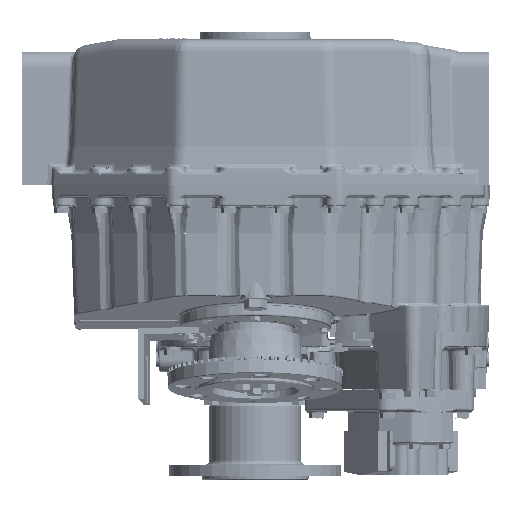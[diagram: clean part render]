
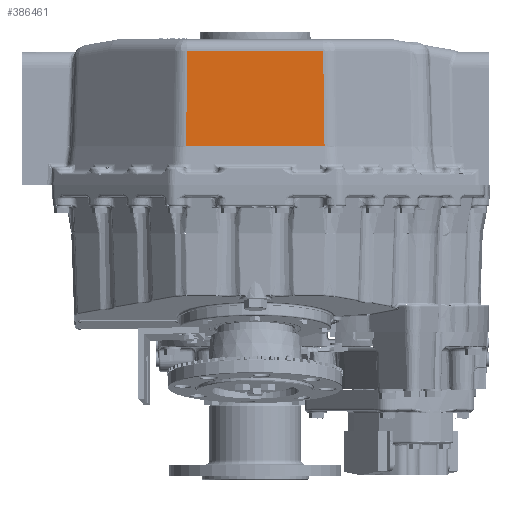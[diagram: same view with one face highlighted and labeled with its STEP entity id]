
A CAD part, front view. The second image highlights one B-rep face of the part: STEP entity #386461.
In plain terms, the highlighted planar face has unit normal (0, -0.999, 0.035).
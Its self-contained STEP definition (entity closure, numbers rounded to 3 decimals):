
#70607 = CARTESIAN_POINT ( 'NONE',  ( 90.564, -366.242, 50.349 ) ) ;
#70645 = CARTESIAN_POINT ( 'NONE',  ( -90.564, -366.242, 50.349 ) ) ;
#70908 = CARTESIAN_POINT ( 'NONE',  ( -88.768, -361.904, 174.558 ) ) ;
#83308 = VERTEX_POINT ( 'NONE', #349322 ) ;
#91430 = VERTEX_POINT ( 'NONE', #70645 ) ;
#91432 = VERTEX_POINT ( 'NONE', #70607 ) ;
#91515 = VERTEX_POINT ( 'NONE', #70908 ) ;
#95134 = CARTESIAN_POINT ( 'NONE',  ( -98.065, -361.904, 174.558 ) ) ;
#95137 = DIRECTION ( 'NONE',  ( -1., 0., 0. ) ) ;
#95728 = CARTESIAN_POINT ( 'NONE',  ( 91.252, -367.903, 2.775 ) ) ;
#95767 = DIRECTION ( 'NONE',  ( -0.014, 0.035, 0.999 ) ) ;
#95832 = CARTESIAN_POINT ( 'NONE',  ( 90.569, -366.242, 50.349 ) ) ;
#95835 = DIRECTION ( 'NONE',  ( 1., 0., 0. ) ) ;
#95867 = CARTESIAN_POINT ( 'NONE',  ( -91.295, -368.005, -0.138 ) ) ;
#95873 = DIRECTION ( 'NONE',  ( -0.014, -0.035, -0.999 ) ) ;
#123193 = EDGE_LOOP ( 'NONE', ( #175384, #175413, #175437, #175443 ) ) ;
#175384 = ORIENTED_EDGE ( 'NONE', *, *, #375662, .T. ) ;
#175413 = ORIENTED_EDGE ( 'NONE', *, *, #375655, .T. ) ;
#175437 = ORIENTED_EDGE ( 'NONE', *, *, #375645, .T. ) ;
#175443 = ORIENTED_EDGE ( 'NONE', *, *, #375587, .T. ) ;
#293567 = FACE_OUTER_BOUND ( 'NONE', #123193, .T. ) ;
#294172 = CARTESIAN_POINT ( 'NONE',  ( -100.814, -368., 0. ) ) ;
#294175 = PLANE ( 'NONE',  #306691 ) ;
#294204 = DIRECTION ( 'NONE',  ( 0., -0.999, 0.035 ) ) ;
#294208 = DIRECTION ( 'NONE',  ( 0., -0.035, -0.999 ) ) ;
#306691 = AXIS2_PLACEMENT_3D ( 'NONE', #294172, #294204, #294208 ) ;
#349322 = CARTESIAN_POINT ( 'NONE',  ( 88.768, -361.904, 174.558 ) ) ;
#369595 = LINE ( 'NONE', #95134, #369607 ) ;
#369607 = VECTOR ( 'NONE', #95137, 1000. ) ;
#369631 = VECTOR ( 'NONE', #95767, 1000. ) ;
#369643 = LINE ( 'NONE', #95728, #369631 ) ;
#369645 = VECTOR ( 'NONE', #95835, 1000. ) ;
#369646 = LINE ( 'NONE', #95832, #369645 ) ;
#369648 = LINE ( 'NONE', #95867, #369649 ) ;
#369649 = VECTOR ( 'NONE', #95873, 1000. ) ;
#375587 = EDGE_CURVE ( 'NONE', #83308, #91515, #369595, .T. ) ;
#375645 = EDGE_CURVE ( 'NONE', #91432, #83308, #369643, .T. ) ;
#375655 = EDGE_CURVE ( 'NONE', #91430, #91432, #369646, .T. ) ;
#375662 = EDGE_CURVE ( 'NONE', #91515, #91430, #369648, .T. ) ;
#386461 = ADVANCED_FACE ( 'NONE', ( #293567 ), #294175, .T. ) ;
